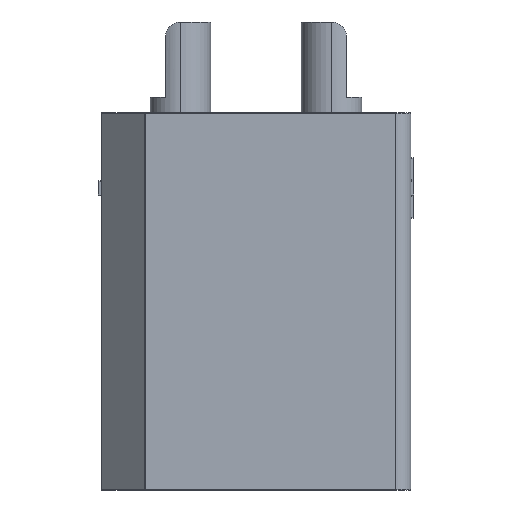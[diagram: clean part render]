
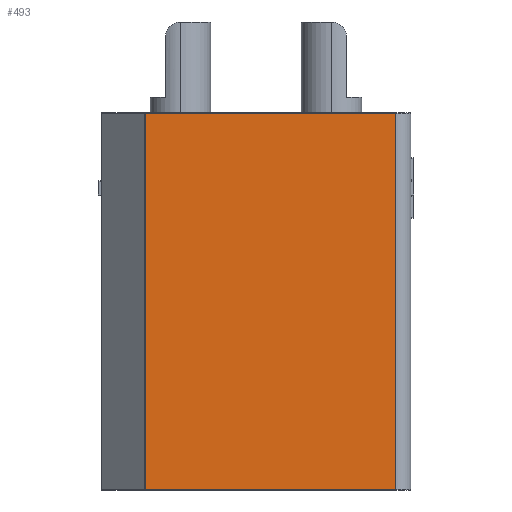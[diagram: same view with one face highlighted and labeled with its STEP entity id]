
A CAD part, left-side view. The second image highlights one B-rep face of the part: STEP entity #493.
In plain terms, the highlighted planar face has unit normal (-1, 0, 0).
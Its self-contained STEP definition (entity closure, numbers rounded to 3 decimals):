
#493 = ADVANCED_FACE('',(#494),#528,.T.);
#494 = FACE_BOUND('',#495,.T.);
#495 = EDGE_LOOP('',(#496,#506,#514,#522));
#496 = ORIENTED_EDGE('',*,*,#497,.T.);
#497 = EDGE_CURVE('',#498,#500,#502,.T.);
#498 = VERTEX_POINT('',#499);
#499 = CARTESIAN_POINT('',(0.,8.792,0.02));
#500 = VERTEX_POINT('',#501);
#501 = CARTESIAN_POINT('',(0.,0.5,0.02));
#502 = LINE('',#503,#504);
#503 = CARTESIAN_POINT('',(0.,0.,0.02));
#504 = VECTOR('',#505,1.);
#505 = DIRECTION('',(-0.,-1.,0.));
#506 = ORIENTED_EDGE('',*,*,#507,.F.);
#507 = EDGE_CURVE('',#508,#500,#510,.T.);
#508 = VERTEX_POINT('',#509);
#509 = CARTESIAN_POINT('',(0.,0.5,12.48));
#510 = LINE('',#511,#512);
#511 = CARTESIAN_POINT('',(0.,0.5,0.));
#512 = VECTOR('',#513,1.);
#513 = DIRECTION('',(-0.,0.,-1.));
#514 = ORIENTED_EDGE('',*,*,#515,.F.);
#515 = EDGE_CURVE('',#516,#508,#518,.T.);
#516 = VERTEX_POINT('',#517);
#517 = CARTESIAN_POINT('',(0.,8.792,12.48));
#518 = LINE('',#519,#520);
#519 = CARTESIAN_POINT('',(0.,0.,12.48));
#520 = VECTOR('',#521,1.);
#521 = DIRECTION('',(-0.,-1.,0.));
#522 = ORIENTED_EDGE('',*,*,#523,.F.);
#523 = EDGE_CURVE('',#498,#516,#524,.T.);
#524 = LINE('',#525,#526);
#525 = CARTESIAN_POINT('',(0.,8.792,0.));
#526 = VECTOR('',#527,1.);
#527 = DIRECTION('',(0.,0.,1.));
#528 = PLANE('',#529);
#529 = AXIS2_PLACEMENT_3D('',#530,#531,#532);
#530 = CARTESIAN_POINT('',(0.,0.,0.));
#531 = DIRECTION('',(-1.,0.,0.));
#532 = DIRECTION('',(0.,1.,0.));
